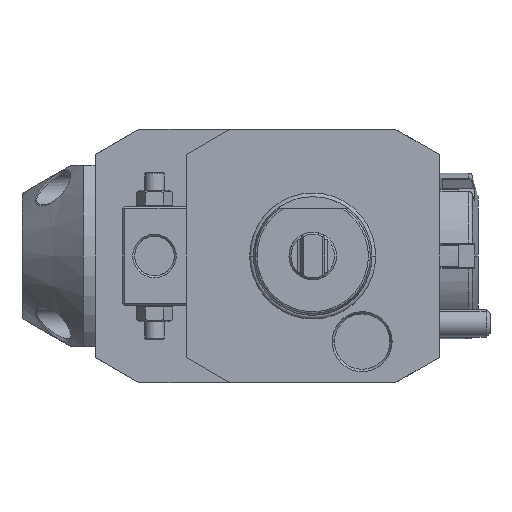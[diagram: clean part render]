
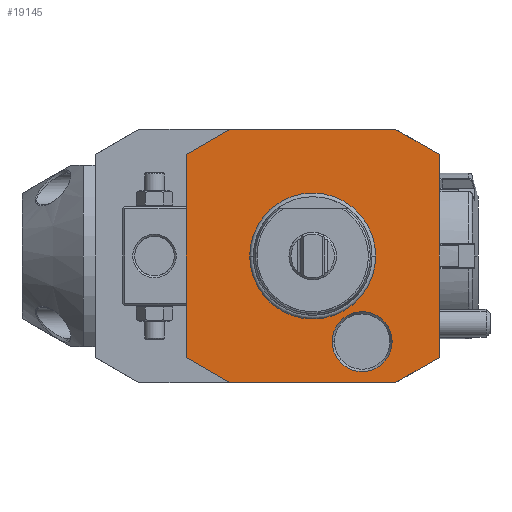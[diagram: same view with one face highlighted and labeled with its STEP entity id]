
A CAD part, front view. The second image highlights one B-rep face of the part: STEP entity #19145.
In plain terms, the highlighted planar face has unit normal (0, -1, 0).
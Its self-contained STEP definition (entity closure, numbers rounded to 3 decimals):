
#6996=DIRECTION('',(0.866,0.,0.5));
#6997=VECTOR('',#6996,12.702);
#6998=CARTESIAN_POINT('',(44.,-41.,-32.));
#6999=LINE('',#6998,#6997);
#7000=DIRECTION('',(1.,0.,0.));
#7001=VECTOR('',#7000,42.);
#7002=CARTESIAN_POINT('',(2.,-41.,-32.));
#7003=LINE('',#7002,#7001);
#7004=DIRECTION('',(0.866,0.,-0.5));
#7005=VECTOR('',#7004,12.702);
#7006=CARTESIAN_POINT('',(-9.,-41.,-25.649));
#7007=LINE('',#7006,#7005);
#7008=DIRECTION('',(0.,0.,-1.));
#7009=VECTOR('',#7008,51.298);
#7010=CARTESIAN_POINT('',(-9.,-41.,25.649));
#7011=LINE('',#7010,#7009);
#7012=DIRECTION('',(-0.866,0.,-0.5));
#7013=VECTOR('',#7012,12.702);
#7014=CARTESIAN_POINT('',(2.,-41.,32.));
#7015=LINE('',#7014,#7013);
#7016=DIRECTION('',(-1.,0.,0.));
#7017=VECTOR('',#7016,42.);
#7018=CARTESIAN_POINT('',(44.,-41.,32.));
#7019=LINE('',#7018,#7017);
#7020=DIRECTION('',(-0.866,0.,0.5));
#7021=VECTOR('',#7020,12.702);
#7022=CARTESIAN_POINT('',(55.,-41.,25.649));
#7023=LINE('',#7022,#7021);
#7024=DIRECTION('',(0.,0.,1.));
#7025=VECTOR('',#7024,51.298);
#7026=CARTESIAN_POINT('',(55.,-41.,-25.649));
#7027=LINE('',#7026,#7025);
#7028=CARTESIAN_POINT('',(35.5,-41.,-21.651));
#7029=DIRECTION('',(0.,1.,0.));
#7030=DIRECTION('',(-1.,0.,0.));
#7031=AXIS2_PLACEMENT_3D('',#7028,#7029,#7030);
#7033=CARTESIAN_POINT('',(35.5,-41.,-21.651));
#7034=DIRECTION('',(0.,1.,0.));
#7035=DIRECTION('',(1.,0.,0.));
#7036=AXIS2_PLACEMENT_3D('',#7033,#7034,#7035);
#9320=CARTESIAN_POINT('',(23.,-41.,0.));
#9321=DIRECTION('',(0.,-1.,0.));
#9322=DIRECTION('',(-1.,0.,0.));
#9323=AXIS2_PLACEMENT_3D('',#9320,#9321,#9322);
#9325=CARTESIAN_POINT('',(23.,-41.,0.));
#9326=DIRECTION('',(0.,-1.,0.));
#9327=DIRECTION('',(1.,0.,0.));
#9328=AXIS2_PLACEMENT_3D('',#9325,#9326,#9327);
#11351=CARTESIAN_POINT('',(27.923,-41.,-21.651));
#11352=CARTESIAN_POINT('',(43.077,-41.,-21.651));
#11353=VERTEX_POINT('',#11351);
#11354=VERTEX_POINT('',#11352);
#11714=CARTESIAN_POINT('',(44.,-41.,-32.));
#11715=CARTESIAN_POINT('',(55.,-41.,-25.649));
#11716=VERTEX_POINT('',#11714);
#11717=VERTEX_POINT('',#11715);
#11718=CARTESIAN_POINT('',(55.,-41.,25.649));
#11719=VERTEX_POINT('',#11718);
#11720=CARTESIAN_POINT('',(44.,-41.,32.));
#11721=VERTEX_POINT('',#11720);
#11722=CARTESIAN_POINT('',(2.,-41.,32.));
#11723=VERTEX_POINT('',#11722);
#11724=CARTESIAN_POINT('',(-9.,-41.,25.649));
#11725=VERTEX_POINT('',#11724);
#11726=CARTESIAN_POINT('',(-9.,-41.,-25.649));
#11727=VERTEX_POINT('',#11726);
#11728=CARTESIAN_POINT('',(2.,-41.,-32.));
#11729=VERTEX_POINT('',#11728);
#11910=CARTESIAN_POINT('',(7.217,-41.,0.));
#11911=CARTESIAN_POINT('',(38.783,-41.,0.));
#11912=VERTEX_POINT('',#11910);
#11913=VERTEX_POINT('',#11911);
#19116=CARTESIAN_POINT('',(23.,-41.,0.));
#19117=DIRECTION('',(0.,-1.,0.));
#19118=DIRECTION('',(1.,0.,0.));
#19119=AXIS2_PLACEMENT_3D('',#19116,#19117,#19118);
#19120=PLANE('',#19119);
#19121=ORIENTED_EDGE('',*,*,#12163,.F.);
#19122=ORIENTED_EDGE('',*,*,#12182,.F.);
#19123=ORIENTED_EDGE('',*,*,#12209,.F.);
#19125=ORIENTED_EDGE('',*,*,#19124,.F.);
#19126=ORIENTED_EDGE('',*,*,#19108,.F.);
#19127=ORIENTED_EDGE('',*,*,#12038,.F.);
#19128=ORIENTED_EDGE('',*,*,#12069,.F.);
#19130=ORIENTED_EDGE('',*,*,#19129,.F.);
#19131=EDGE_LOOP('',(#19121,#19122,#19123,#19125,#19126,#19127,#19128,#19130));
#19132=FACE_OUTER_BOUND('',#19131,.F.);
#19134=ORIENTED_EDGE('',*,*,#19133,.T.);
#19136=ORIENTED_EDGE('',*,*,#19135,.T.);
#19137=EDGE_LOOP('',(#19134,#19136));
#19138=FACE_BOUND('',#19137,.F.);
#19140=ORIENTED_EDGE('',*,*,#19139,.F.);
#19142=ORIENTED_EDGE('',*,*,#19141,.F.);
#19143=EDGE_LOOP('',(#19140,#19142));
#19144=FACE_BOUND('',#19143,.F.);
#7032=CIRCLE('',#7031,7.577);
#7037=CIRCLE('',#7036,7.577);
#9324=CIRCLE('',#9323,15.783);
#9329=CIRCLE('',#9328,15.783);
#12038=EDGE_CURVE('',#11721,#11723,#7019,.T.);
#12069=EDGE_CURVE('',#11719,#11721,#7023,.T.);
#12163=EDGE_CURVE('',#11716,#11717,#6999,.T.);
#12182=EDGE_CURVE('',#11729,#11716,#7003,.T.);
#12209=EDGE_CURVE('',#11727,#11729,#7007,.T.);
#19108=EDGE_CURVE('',#11723,#11725,#7015,.T.);
#19124=EDGE_CURVE('',#11725,#11727,#7011,.T.);
#19129=EDGE_CURVE('',#11717,#11719,#7027,.T.);
#19133=EDGE_CURVE('',#11912,#11913,#9324,.T.);
#19135=EDGE_CURVE('',#11913,#11912,#9329,.T.);
#19139=EDGE_CURVE('',#11353,#11354,#7032,.T.);
#19141=EDGE_CURVE('',#11354,#11353,#7037,.T.);
#19145=ADVANCED_FACE('',(#19132,#19138,#19144),#19120,.T.);
